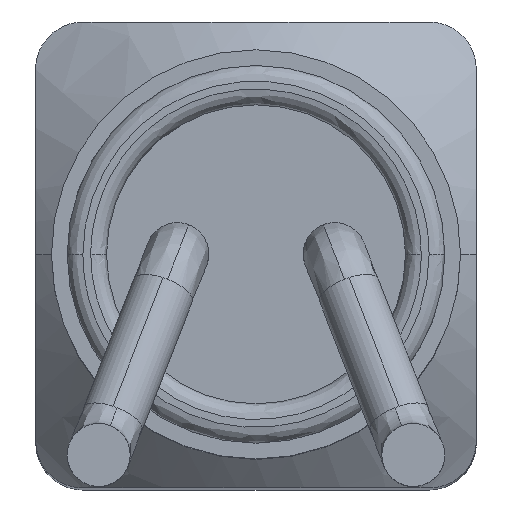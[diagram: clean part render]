
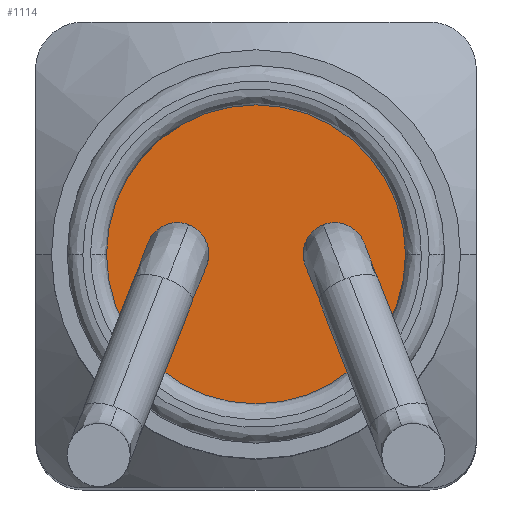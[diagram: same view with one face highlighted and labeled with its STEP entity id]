
A CAD part, top view. The second image highlights one B-rep face of the part: STEP entity #1114.
In plain terms, the highlighted planar face has unit normal (0, 0, 1).
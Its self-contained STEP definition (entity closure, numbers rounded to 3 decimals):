
#395 = VERTEX_POINT ( 'NONE', #1015 ) ;
#439 = DIRECTION ( 'NONE',  ( -1., 0., 0. ) ) ;
#579 = DIRECTION ( 'NONE',  ( 0., 0., 1. ) ) ;
#858 = ORIENTED_EDGE ( 'NONE', *, *, #2373, .T. ) ;
#928 = VERTEX_POINT ( 'NONE', #2239 ) ;
#972 = AXIS2_PLACEMENT_3D ( 'NONE', #1073, #2274, #2263 ) ;
#1012 = PLANE ( 'NONE',  #972 ) ;
#1015 = CARTESIAN_POINT ( 'NONE',  ( 0.475, 0.74, 1.8 ) ) ;
#1073 = CARTESIAN_POINT ( 'NONE',  ( 0., 0.74, 1.8 ) ) ;
#1114 = ADVANCED_FACE ( 'NONE', ( #2095 ), #1012, .T. ) ;
#1457 = DIRECTION ( 'NONE',  ( 0., 0., 1. ) ) ;
#1657 = CIRCLE ( 'NONE', #2393, 0.475 ) ;
#1776 = AXIS2_PLACEMENT_3D ( 'NONE', #2037, #1457, #439 ) ;
#1873 = EDGE_LOOP ( 'NONE', ( #2325, #858 ) ) ;
#2037 = CARTESIAN_POINT ( 'NONE',  ( 0., 0.74, 1.8 ) ) ;
#2079 = CIRCLE ( 'NONE', #1776, 0.475 ) ;
#2095 = FACE_OUTER_BOUND ( 'NONE', #1873, .T. ) ;
#2202 = CARTESIAN_POINT ( 'NONE',  ( 0., 0.74, 1.8 ) ) ;
#2210 = DIRECTION ( 'NONE',  ( -1., 0., 0. ) ) ;
#2239 = CARTESIAN_POINT ( 'NONE',  ( -0.475, 0.74, 1.8 ) ) ;
#2263 = DIRECTION ( 'NONE',  ( 1., 0., 0. ) ) ;
#2274 = DIRECTION ( 'NONE',  ( 0., 0., 1. ) ) ;
#2325 = ORIENTED_EDGE ( 'NONE', *, *, #2508, .T. ) ;
#2373 = EDGE_CURVE ( 'NONE', #395, #928, #1657, .T. ) ;
#2393 = AXIS2_PLACEMENT_3D ( 'NONE', #2202, #579, #2210 ) ;
#2508 = EDGE_CURVE ( 'NONE', #928, #395, #2079, .T. ) ;
